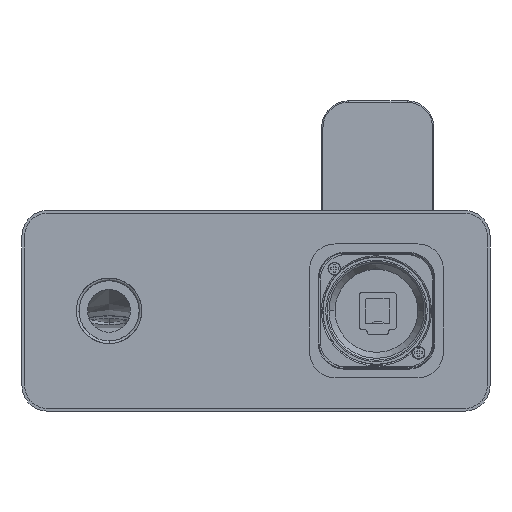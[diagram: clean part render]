
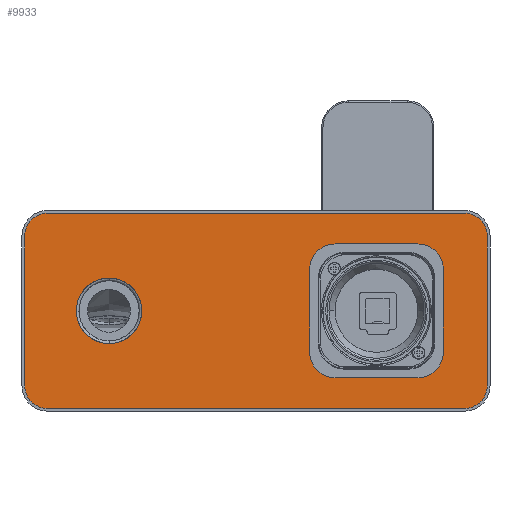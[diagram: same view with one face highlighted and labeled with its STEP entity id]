
A CAD part, front view. The second image highlights one B-rep face of the part: STEP entity #9933.
In plain terms, the highlighted planar face has unit normal (0, -1, 0).
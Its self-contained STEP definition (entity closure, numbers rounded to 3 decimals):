
#8676=DIRECTION('',(0.,0.,-1.));
#8677=VECTOR('',#8676,56.);
#8678=CARTESIAN_POINT('',(-131.55,4.5,28.));
#8679=LINE('',#8678,#8677);
#8688=DIRECTION('',(-1.,0.,0.));
#8689=VECTOR('',#8688,156.);
#8690=CARTESIAN_POINT('',(32.95,4.5,36.5));
#8691=LINE('',#8690,#8689);
#8700=DIRECTION('',(0.,0.,1.));
#8701=VECTOR('',#8700,56.);
#8702=CARTESIAN_POINT('',(41.45,4.5,-28.));
#8703=LINE('',#8702,#8701);
#8712=DIRECTION('',(1.,0.,0.));
#8713=VECTOR('',#8712,156.);
#8714=CARTESIAN_POINT('',(-123.05,4.5,-36.5));
#8715=LINE('',#8714,#8713);
#8724=CARTESIAN_POINT('',(32.95,4.5,-28.));
#8725=DIRECTION('',(0.,1.,0.));
#8726=DIRECTION('',(1.,0.,0.));
#8727=AXIS2_PLACEMENT_3D('',#8724,#8725,#8726);
#8729=CARTESIAN_POINT('',(-123.05,4.5,-28.));
#8730=DIRECTION('',(0.,1.,0.));
#8731=DIRECTION('',(0.,0.,-1.));
#8732=AXIS2_PLACEMENT_3D('',#8729,#8730,#8731);
#8734=CARTESIAN_POINT('',(-123.05,4.5,28.));
#8735=DIRECTION('',(0.,1.,0.));
#8736=DIRECTION('',(-1.,0.,0.));
#8737=AXIS2_PLACEMENT_3D('',#8734,#8735,#8736);
#8739=CARTESIAN_POINT('',(32.95,4.5,28.));
#8740=DIRECTION('',(0.,1.,0.));
#8741=DIRECTION('',(0.,0.,1.));
#8742=AXIS2_PLACEMENT_3D('',#8739,#8740,#8741);
#8744=CARTESIAN_POINT('',(-100.,4.5,0.));
#8745=DIRECTION('',(0.,-1.,0.));
#8746=DIRECTION('',(1.,0.,0.));
#8747=AXIS2_PLACEMENT_3D('',#8744,#8745,#8746);
#8749=CARTESIAN_POINT('',(-100.,4.5,0.));
#8750=DIRECTION('',(0.,-1.,0.));
#8751=DIRECTION('',(-1.,0.,0.));
#8752=AXIS2_PLACEMENT_3D('',#8749,#8750,#8751);
#8754=CARTESIAN_POINT('',(-15.5,4.5,15.5));
#8755=DIRECTION('',(0.,-1.,0.));
#8756=DIRECTION('',(0.,0.,1.));
#8757=AXIS2_PLACEMENT_3D('',#8754,#8755,#8756);
#8759=CARTESIAN_POINT('',(-15.5,4.5,-15.5));
#8760=DIRECTION('',(0.,-1.,0.));
#8761=DIRECTION('',(-1.,0.,0.));
#8762=AXIS2_PLACEMENT_3D('',#8759,#8760,#8761);
#8764=CARTESIAN_POINT('',(15.5,4.5,-15.5));
#8765=DIRECTION('',(0.,-1.,0.));
#8766=DIRECTION('',(0.,0.,-1.));
#8767=AXIS2_PLACEMENT_3D('',#8764,#8765,#8766);
#8769=CARTESIAN_POINT('',(15.5,4.5,15.5));
#8770=DIRECTION('',(0.,-1.,0.));
#8771=DIRECTION('',(1.,0.,0.));
#8772=AXIS2_PLACEMENT_3D('',#8769,#8770,#8771);
#8812=DIRECTION('',(1.,0.,0.));
#8813=VECTOR('',#8812,31.);
#8814=CARTESIAN_POINT('',(-15.5,4.5,25.));
#8815=LINE('',#8814,#8813);
#8824=DIRECTION('',(0.,0.,-1.));
#8825=VECTOR('',#8824,31.);
#8826=CARTESIAN_POINT('',(25.,4.5,15.5));
#8827=LINE('',#8826,#8825);
#8836=DIRECTION('',(-1.,0.,0.));
#8837=VECTOR('',#8836,31.);
#8838=CARTESIAN_POINT('',(15.5,4.5,-25.));
#8839=LINE('',#8838,#8837);
#8848=DIRECTION('',(0.,0.,1.));
#8849=VECTOR('',#8848,31.);
#8850=CARTESIAN_POINT('',(-25.,4.5,-15.5));
#8851=LINE('',#8850,#8849);
#9412=CARTESIAN_POINT('',(-131.55,4.5,28.));
#9413=VERTEX_POINT('',#9412);
#9414=CARTESIAN_POINT('',(-131.55,4.5,-28.));
#9415=VERTEX_POINT('',#9414);
#9416=CARTESIAN_POINT('',(-123.05,4.5,36.5));
#9417=VERTEX_POINT('',#9416);
#9418=CARTESIAN_POINT('',(32.95,4.5,36.5));
#9419=VERTEX_POINT('',#9418);
#9420=CARTESIAN_POINT('',(41.45,4.5,28.));
#9421=VERTEX_POINT('',#9420);
#9422=CARTESIAN_POINT('',(41.45,4.5,-28.));
#9423=VERTEX_POINT('',#9422);
#9424=CARTESIAN_POINT('',(32.95,4.5,-36.5));
#9425=VERTEX_POINT('',#9424);
#9426=CARTESIAN_POINT('',(-123.05,4.5,-36.5));
#9427=VERTEX_POINT('',#9426);
#9428=CARTESIAN_POINT('',(-87.75,4.5,0.));
#9429=CARTESIAN_POINT('',(-112.25,4.5,0.));
#9430=VERTEX_POINT('',#9428);
#9431=VERTEX_POINT('',#9429);
#9432=CARTESIAN_POINT('',(-15.5,4.5,25.));
#9433=CARTESIAN_POINT('',(15.5,4.5,25.));
#9434=VERTEX_POINT('',#9432);
#9435=VERTEX_POINT('',#9433);
#9436=CARTESIAN_POINT('',(-25.,4.5,15.5));
#9437=VERTEX_POINT('',#9436);
#9438=CARTESIAN_POINT('',(-25.,4.5,-15.5));
#9439=VERTEX_POINT('',#9438);
#9440=CARTESIAN_POINT('',(-15.5,4.5,-25.));
#9441=VERTEX_POINT('',#9440);
#9442=CARTESIAN_POINT('',(15.5,4.5,-25.));
#9443=VERTEX_POINT('',#9442);
#9444=CARTESIAN_POINT('',(25.,4.5,-15.5));
#9445=VERTEX_POINT('',#9444);
#9446=CARTESIAN_POINT('',(25.,4.5,15.5));
#9447=VERTEX_POINT('',#9446);
#9894=CARTESIAN_POINT('',(0.,4.5,0.));
#9895=DIRECTION('',(0.,1.,0.));
#9896=DIRECTION('',(1.,0.,0.));
#9897=AXIS2_PLACEMENT_3D('',#9894,#9895,#9896);
#9898=PLANE('',#9897);
#9899=ORIENTED_EDGE('',*,*,#9861,.T.);
#9900=ORIENTED_EDGE('',*,*,#9875,.F.);
#9901=ORIENTED_EDGE('',*,*,#9888,.T.);
#9902=ORIENTED_EDGE('',*,*,#9790,.F.);
#9903=ORIENTED_EDGE('',*,*,#9805,.T.);
#9904=ORIENTED_EDGE('',*,*,#9819,.F.);
#9905=ORIENTED_EDGE('',*,*,#9833,.T.);
#9906=ORIENTED_EDGE('',*,*,#9847,.F.);
#9907=EDGE_LOOP('',(#9899,#9900,#9901,#9902,#9903,#9904,#9905,#9906));
#9908=FACE_OUTER_BOUND('',#9907,.F.);
#9910=ORIENTED_EDGE('',*,*,#9909,.T.);
#9912=ORIENTED_EDGE('',*,*,#9911,.T.);
#9913=EDGE_LOOP('',(#9910,#9912));
#9914=FACE_BOUND('',#9913,.F.);
#9916=ORIENTED_EDGE('',*,*,#9915,.F.);
#9918=ORIENTED_EDGE('',*,*,#9917,.T.);
#9920=ORIENTED_EDGE('',*,*,#9919,.F.);
#9922=ORIENTED_EDGE('',*,*,#9921,.T.);
#9924=ORIENTED_EDGE('',*,*,#9923,.F.);
#9926=ORIENTED_EDGE('',*,*,#9925,.T.);
#9928=ORIENTED_EDGE('',*,*,#9927,.F.);
#9930=ORIENTED_EDGE('',*,*,#9929,.T.);
#9931=EDGE_LOOP('',(#9916,#9918,#9920,#9922,#9924,#9926,#9928,#9930));
#9932=FACE_BOUND('',#9931,.F.);
#8728=CIRCLE('',#8727,8.5);
#8733=CIRCLE('',#8732,8.5);
#8738=CIRCLE('',#8737,8.5);
#8743=CIRCLE('',#8742,8.5);
#8748=CIRCLE('',#8747,12.25);
#8753=CIRCLE('',#8752,12.25);
#8758=CIRCLE('',#8757,9.5);
#8763=CIRCLE('',#8762,9.5);
#8768=CIRCLE('',#8767,9.5);
#8773=CIRCLE('',#8772,9.5);
#9790=EDGE_CURVE('',#9413,#9415,#8679,.T.);
#9805=EDGE_CURVE('',#9413,#9417,#8738,.T.);
#9819=EDGE_CURVE('',#9419,#9417,#8691,.T.);
#9833=EDGE_CURVE('',#9419,#9421,#8743,.T.);
#9847=EDGE_CURVE('',#9423,#9421,#8703,.T.);
#9861=EDGE_CURVE('',#9423,#9425,#8728,.T.);
#9875=EDGE_CURVE('',#9427,#9425,#8715,.T.);
#9888=EDGE_CURVE('',#9427,#9415,#8733,.T.);
#9909=EDGE_CURVE('',#9430,#9431,#8748,.T.);
#9911=EDGE_CURVE('',#9431,#9430,#8753,.T.);
#9915=EDGE_CURVE('',#9434,#9435,#8815,.T.);
#9917=EDGE_CURVE('',#9434,#9437,#8758,.T.);
#9919=EDGE_CURVE('',#9439,#9437,#8851,.T.);
#9921=EDGE_CURVE('',#9439,#9441,#8763,.T.);
#9923=EDGE_CURVE('',#9443,#9441,#8839,.T.);
#9925=EDGE_CURVE('',#9443,#9445,#8768,.T.);
#9927=EDGE_CURVE('',#9447,#9445,#8827,.T.);
#9929=EDGE_CURVE('',#9447,#9435,#8773,.T.);
#9933=ADVANCED_FACE('',(#9908,#9914,#9932),#9898,.F.);
